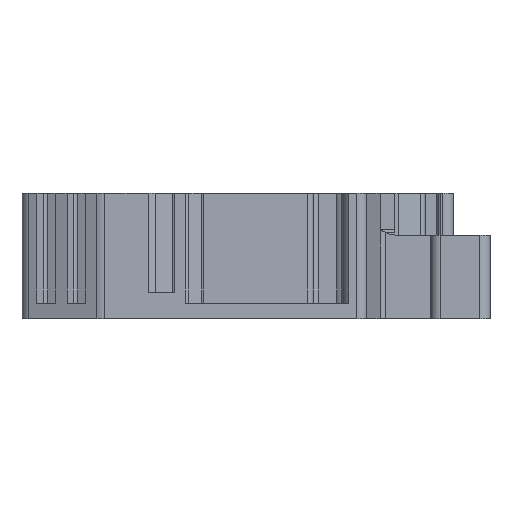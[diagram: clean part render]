
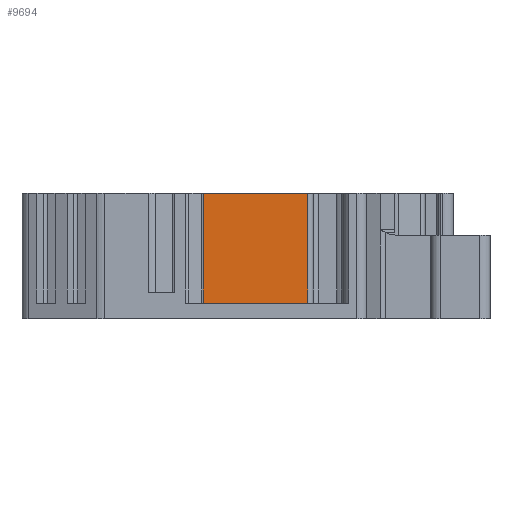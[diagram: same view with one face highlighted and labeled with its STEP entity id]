
A CAD part, left-side view. The second image highlights one B-rep face of the part: STEP entity #9694.
In plain terms, the highlighted planar face has unit normal (-1, 0, 0).
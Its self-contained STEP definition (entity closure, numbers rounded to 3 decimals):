
#3118=DIRECTION('',(0.,0.,1.));
#3119=VECTOR('',#3118,10.5);
#3120=CARTESIAN_POINT('',(-32.15,16.9,-4.5));
#3121=LINE('',#3120,#3119);
#3126=DIRECTION('',(0.,1.,0.));
#3127=VECTOR('',#3126,10.);
#3128=CARTESIAN_POINT('',(-32.15,6.9,-4.5));
#3129=LINE('',#3128,#3127);
#3130=DIRECTION('',(0.,-1.,0.));
#3131=VECTOR('',#3130,10.);
#3132=CARTESIAN_POINT('',(-32.15,16.9,6.));
#3133=LINE('',#3132,#3131);
#3134=DIRECTION('',(0.,0.,1.));
#3135=VECTOR('',#3134,10.5);
#3136=CARTESIAN_POINT('',(-32.15,6.9,-4.5));
#3137=LINE('',#3136,#3135);
#5061=CARTESIAN_POINT('',(-32.15,6.9,6.));
#5063=VERTEX_POINT('',#5061);
#5067=CARTESIAN_POINT('',(-32.15,6.9,-4.5));
#5068=VERTEX_POINT('',#5067);
#5843=CARTESIAN_POINT('',(-32.15,16.9,-4.5));
#5844=CARTESIAN_POINT('',(-32.15,16.9,6.));
#5845=VERTEX_POINT('',#5843);
#5846=VERTEX_POINT('',#5844);
#9682=CARTESIAN_POINT('',(-32.15,1.4,-4.5));
#9683=DIRECTION('',(1.,0.,0.));
#9684=DIRECTION('',(0.,1.,0.));
#9685=AXIS2_PLACEMENT_3D('',#9682,#9683,#9684);
#9686=PLANE('',#9685);
#9687=ORIENTED_EDGE('',*,*,#7675,.T.);
#9688=ORIENTED_EDGE('',*,*,#9676,.T.);
#9689=ORIENTED_EDGE('',*,*,#6512,.T.);
#9691=ORIENTED_EDGE('',*,*,#9690,.F.);
#9692=EDGE_LOOP('',(#9687,#9688,#9689,#9691));
#9693=FACE_OUTER_BOUND('',#9692,.F.);
#9694=ADVANCED_FACE('',(#9693),#9686,.F.);
#6512=EDGE_CURVE('',#5846,#5063,#3133,.T.);
#7675=EDGE_CURVE('',#5068,#5845,#3129,.T.);
#9676=EDGE_CURVE('',#5845,#5846,#3121,.T.);
#9690=EDGE_CURVE('',#5068,#5063,#3137,.T.);
